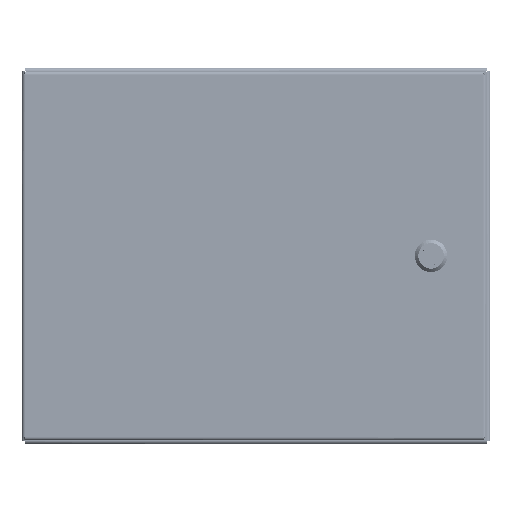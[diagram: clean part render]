
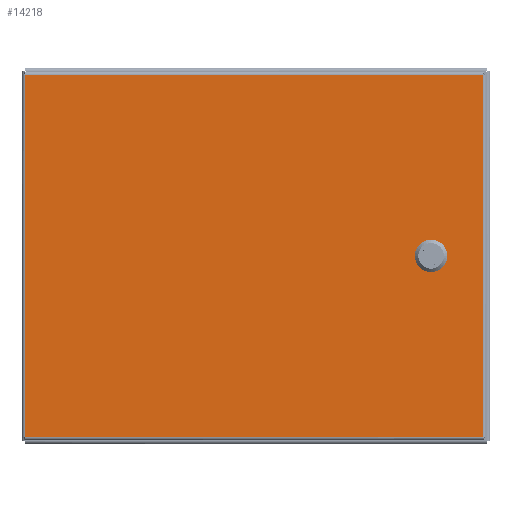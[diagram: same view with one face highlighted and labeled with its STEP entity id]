
A CAD part, top view. The second image highlights one B-rep face of the part: STEP entity #14218.
In plain terms, the highlighted planar face has unit normal (0, 0, 1).
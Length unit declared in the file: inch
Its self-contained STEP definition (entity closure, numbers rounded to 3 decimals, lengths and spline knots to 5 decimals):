
#812=PLANE('',#15377);
#1574=LINE('',#28173,#2671);
#1580=LINE('',#28255,#2677);
#1595=LINE('',#28355,#2692);
#1610=LINE('',#28454,#2707);
#1623=LINE('',#28545,#2720);
#1624=LINE('',#28549,#2721);
#1625=LINE('',#28553,#2722);
#1626=LINE('',#28556,#2723);
#2671=VECTOR('',#18049,12.2895);
#2677=VECTOR('',#18061,15.5395);
#2692=VECTOR('',#18090,15.5395);
#2707=VECTOR('',#18119,12.2895);
#2720=VECTOR('',#18148,0.42712);
#2721=VECTOR('',#18151,0.42712);
#2722=VECTOR('',#18154,0.42712);
#2723=VECTOR('',#18157,0.42712);
#3438=FACE_BOUND('',#5055,.T.);
#4002=FACE_OUTER_BOUND('',#5054,.T.);
#5054=EDGE_LOOP('',(#11290,#11291,#11292,#11293));
#5055=EDGE_LOOP('',(#11294,#11295,#11296,#11297,#11298,#11299,#11300,#11301));
#5782=CIRCLE('',#15378,0.453);
#5783=CIRCLE('',#15379,0.453);
#5784=CIRCLE('',#15380,0.453);
#5785=CIRCLE('',#15381,0.453);
#6686=VERTEX_POINT('',#28164);
#6687=VERTEX_POINT('',#28172);
#6692=VERTEX_POINT('',#28247);
#6702=VERTEX_POINT('',#28354);
#6718=VERTEX_POINT('',#28541);
#6719=VERTEX_POINT('',#28542);
#6720=VERTEX_POINT('',#28544);
#6721=VERTEX_POINT('',#28546);
#6722=VERTEX_POINT('',#28548);
#6723=VERTEX_POINT('',#28550);
#6724=VERTEX_POINT('',#28552);
#6725=VERTEX_POINT('',#28554);
#8276=EDGE_CURVE('',#6687,#6686,#1574,.T.);
#8286=EDGE_CURVE('',#6686,#6692,#1580,.T.);
#8305=EDGE_CURVE('',#6702,#6687,#1595,.T.);
#8324=EDGE_CURVE('',#6692,#6702,#1610,.T.);
#8340=EDGE_CURVE('',#6718,#6719,#5782,.T.);
#8341=EDGE_CURVE('',#6719,#6720,#1623,.T.);
#8342=EDGE_CURVE('',#6720,#6721,#5783,.T.);
#8343=EDGE_CURVE('',#6721,#6722,#1624,.T.);
#8344=EDGE_CURVE('',#6722,#6723,#5784,.T.);
#8345=EDGE_CURVE('',#6723,#6724,#1625,.T.);
#8346=EDGE_CURVE('',#6724,#6725,#5785,.T.);
#8347=EDGE_CURVE('',#6725,#6718,#1626,.T.);
#11290=ORIENTED_EDGE('',*,*,#8276,.T.);
#11291=ORIENTED_EDGE('',*,*,#8286,.T.);
#11292=ORIENTED_EDGE('',*,*,#8324,.T.);
#11293=ORIENTED_EDGE('',*,*,#8305,.T.);
#11294=ORIENTED_EDGE('',*,*,#8340,.T.);
#11295=ORIENTED_EDGE('',*,*,#8341,.T.);
#11296=ORIENTED_EDGE('',*,*,#8342,.T.);
#11297=ORIENTED_EDGE('',*,*,#8343,.T.);
#11298=ORIENTED_EDGE('',*,*,#8344,.T.);
#11299=ORIENTED_EDGE('',*,*,#8345,.T.);
#11300=ORIENTED_EDGE('',*,*,#8346,.T.);
#11301=ORIENTED_EDGE('',*,*,#8347,.T.);
#14218=ADVANCED_FACE('',(#4002,#3438),#812,.T.);
#15377=AXIS2_PLACEMENT_3D('',#28540,#18144,#18145);
#15378=AXIS2_PLACEMENT_3D('',#28543,#18146,#18147);
#15379=AXIS2_PLACEMENT_3D('',#28547,#18149,#18150);
#15380=AXIS2_PLACEMENT_3D('',#28551,#18152,#18153);
#15381=AXIS2_PLACEMENT_3D('',#28555,#18155,#18156);
#18049=DIRECTION('',(0.,-1.,0.));
#18061=DIRECTION('',(1.,0.,0.));
#18090=DIRECTION('',(-1.,0.,0.));
#18119=DIRECTION('',(0.,1.,0.));
#18144=DIRECTION('center_axis',(0.,0.,1.));
#18145=DIRECTION('ref_axis',(1.,0.,0.));
#18146=DIRECTION('center_axis',(0.,0.,-1.));
#18147=DIRECTION('ref_axis',(0.882,0.471,0.));
#18148=DIRECTION('',(0.,-1.,0.));
#18149=DIRECTION('center_axis',(0.,0.,-1.));
#18150=DIRECTION('ref_axis',(0.471,-0.882,0.));
#18151=DIRECTION('',(-1.,0.,0.));
#18152=DIRECTION('center_axis',(0.,0.,-1.));
#18153=DIRECTION('ref_axis',(-0.882,-0.471,0.));
#18154=DIRECTION('',(0.,1.,0.));
#18155=DIRECTION('center_axis',(0.,0.,-1.));
#18156=DIRECTION('ref_axis',(-0.471,0.882,0.));
#18157=DIRECTION('',(1.,0.,0.));
#28164=CARTESIAN_POINT('',(0.10525,-12.39475,0.074));
#28172=CARTESIAN_POINT('',(0.10525,-0.10525,0.074));
#28173=CARTESIAN_POINT('',(0.10525,-3.17763,0.074));
#28247=CARTESIAN_POINT('',(15.64475,-12.39475,0.074));
#28255=CARTESIAN_POINT('',(3.99013,-12.39475,0.074));
#28354=CARTESIAN_POINT('',(15.64475,-0.10525,0.074));
#28355=CARTESIAN_POINT('',(11.75988,-0.10525,0.074));
#28454=CARTESIAN_POINT('',(15.64475,-9.32238,0.074));
#28540=CARTESIAN_POINT('Origin',(7.875,-6.25,0.074));
#28541=CARTESIAN_POINT('',(14.08862,-5.8505,0.074));
#28542=CARTESIAN_POINT('',(14.2745,-6.03644,0.074));
#28543=CARTESIAN_POINT('Origin',(13.87498,-6.24995,0.074));
#28544=CARTESIAN_POINT('',(14.2745,-6.46356,0.074));
#28545=CARTESIAN_POINT('',(14.2745,-6.35678,0.074));
#28546=CARTESIAN_POINT('',(14.08856,-6.6495,0.074));
#28547=CARTESIAN_POINT('Origin',(13.875,-6.25,0.074));
#28548=CARTESIAN_POINT('',(13.66144,-6.6495,0.074));
#28549=CARTESIAN_POINT('',(10.76822,-6.6495,0.074));
#28550=CARTESIAN_POINT('',(13.4755,-6.46356,0.074));
#28551=CARTESIAN_POINT('Origin',(13.875,-6.25,0.074));
#28552=CARTESIAN_POINT('',(13.4755,-6.03644,0.074));
#28553=CARTESIAN_POINT('',(13.4755,-6.14322,0.074));
#28554=CARTESIAN_POINT('',(13.6615,-5.8505,0.074));
#28555=CARTESIAN_POINT('Origin',(13.87498,-6.25005,0.074));
#28556=CARTESIAN_POINT('',(10.98181,-5.8505,0.074));
